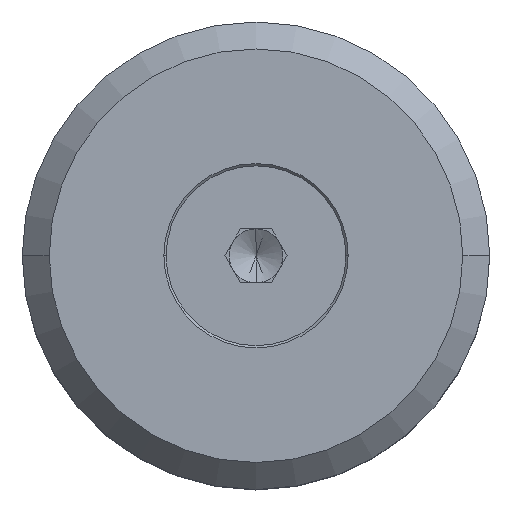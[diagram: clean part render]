
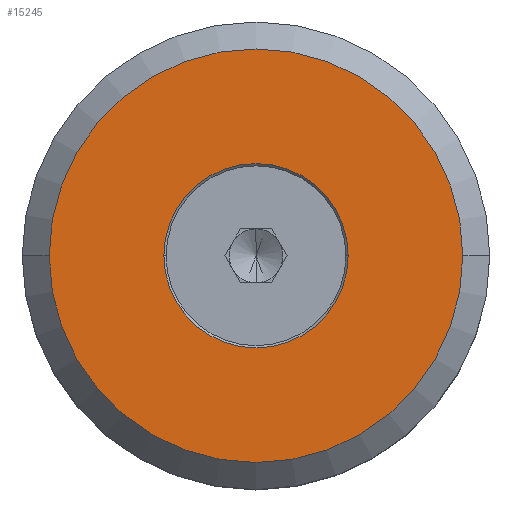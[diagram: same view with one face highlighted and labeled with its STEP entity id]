
A CAD part, top view. The second image highlights one B-rep face of the part: STEP entity #15245.
In plain terms, the highlighted planar face has unit normal (0, 0, 1).
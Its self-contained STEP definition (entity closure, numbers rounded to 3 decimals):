
#554 = DIRECTION ( 'NONE',  ( 1., 0., 0. ) ) ;
#1320 = VERTEX_POINT ( 'NONE', #7549 ) ;
#1415 = CARTESIAN_POINT ( 'NONE',  ( 23., 0., 6. ) ) ;
#1580 = DIRECTION ( 'NONE',  ( 1., 0., 0. ) ) ;
#1680 = CARTESIAN_POINT ( 'NONE',  ( 0., 0., 6. ) ) ;
#1729 = VERTEX_POINT ( 'NONE', #1415 ) ;
#1754 = FACE_OUTER_BOUND ( 'NONE', #15871, .T. ) ;
#2589 = EDGE_CURVE ( 'NONE', #1320, #11887, #3020, .T. ) ;
#3020 = CIRCLE ( 'NONE', #9267, 10.25 ) ;
#3731 = EDGE_LOOP ( 'NONE', ( #14789, #10515 ) ) ;
#3973 = ORIENTED_EDGE ( 'NONE', *, *, #8513, .T. ) ;
#5533 = PLANE ( 'NONE',  #13158 ) ;
#5729 = AXIS2_PLACEMENT_3D ( 'NONE', #9010, #10361, #1580 ) ;
#6306 = CARTESIAN_POINT ( 'NONE',  ( 0., 0., 6. ) ) ;
#7549 = CARTESIAN_POINT ( 'NONE',  ( -10.25, 0., 6. ) ) ;
#8119 = DIRECTION ( 'NONE',  ( 0., 0., 1. ) ) ;
#8169 = DIRECTION ( 'NONE',  ( 0., 0., 1. ) ) ;
#8513 = EDGE_CURVE ( 'NONE', #1729, #11817, #11158, .T. ) ;
#8616 = DIRECTION ( 'NONE',  ( 0., 0., 1. ) ) ;
#8776 = DIRECTION ( 'NONE',  ( 1., 0., 0. ) ) ;
#9010 = CARTESIAN_POINT ( 'NONE',  ( 0., 0., 6. ) ) ;
#9267 = AXIS2_PLACEMENT_3D ( 'NONE', #6306, #12816, #8776 ) ;
#10361 = DIRECTION ( 'NONE',  ( 0., 0., 1. ) ) ;
#10515 = ORIENTED_EDGE ( 'NONE', *, *, #2589, .F. ) ;
#11076 = DIRECTION ( 'NONE',  ( 1., 0., 0. ) ) ;
#11158 = CIRCLE ( 'NONE', #11508, 23. ) ;
#11508 = AXIS2_PLACEMENT_3D ( 'NONE', #1680, #8119, #15665 ) ;
#11549 = CIRCLE ( 'NONE', #13820, 23. ) ;
#11817 = VERTEX_POINT ( 'NONE', #13961 ) ;
#11887 = VERTEX_POINT ( 'NONE', #15528 ) ;
#12816 = DIRECTION ( 'NONE',  ( 0., 0., 1. ) ) ;
#13158 = AXIS2_PLACEMENT_3D ( 'NONE', #13335, #8169, #554 ) ;
#13335 = CARTESIAN_POINT ( 'NONE',  ( 0., 0., 6. ) ) ;
#13453 = EDGE_CURVE ( 'NONE', #11817, #1729, #11549, .T. ) ;
#13820 = AXIS2_PLACEMENT_3D ( 'NONE', #16210, #8616, #11076 ) ;
#13961 = CARTESIAN_POINT ( 'NONE',  ( -23., 0., 6. ) ) ;
#14035 = EDGE_CURVE ( 'NONE', #11887, #1320, #16566, .T. ) ;
#14789 = ORIENTED_EDGE ( 'NONE', *, *, #14035, .F. ) ;
#14813 = FACE_BOUND ( 'NONE', #3731, .T. ) ;
#15245 = ADVANCED_FACE ( 'NONE', ( #1754, #14813 ), #5533, .T. ) ;
#15528 = CARTESIAN_POINT ( 'NONE',  ( 10.25, 0., 6. ) ) ;
#15595 = ORIENTED_EDGE ( 'NONE', *, *, #13453, .T. ) ;
#15665 = DIRECTION ( 'NONE',  ( 1., 0., 0. ) ) ;
#15871 = EDGE_LOOP ( 'NONE', ( #15595, #3973 ) ) ;
#16210 = CARTESIAN_POINT ( 'NONE',  ( 0., 0., 6. ) ) ;
#16566 = CIRCLE ( 'NONE', #5729, 10.25 ) ;
